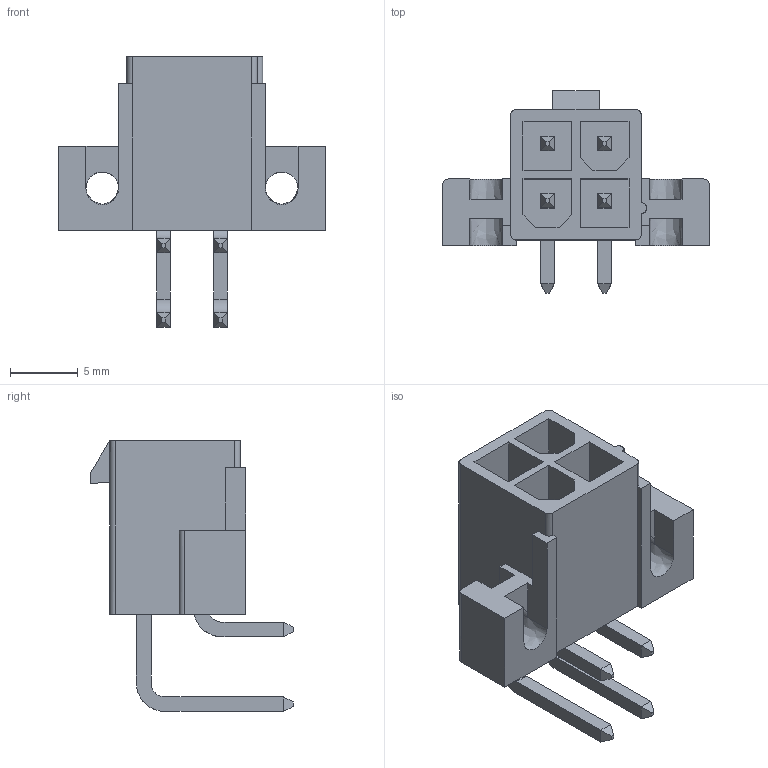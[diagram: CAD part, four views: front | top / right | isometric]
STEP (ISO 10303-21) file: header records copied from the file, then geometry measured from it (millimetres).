
FILE_DESCRIPTION (( 'STEP AP203' ), '1' );
FILE_NAME ('39291048.STEP', '2021-10-12T02:55:17', ( 'user' ), ( '' ), 'SwSTEP 2.0', 'SolidWorks 2018', '' );
FILE_SCHEMA (( 'CONFIG_CONTROL_DESIGN' ));
Length unit declared in the file: millimetre
Products named in the file (3): DEFAULT.igs; 39291048; 39291048.igs
Assembly tree (2 placements, depth 3):
  39291048
    39291048.igs
      DEFAULT.igs
Bounding box: 19.6 x 14.9 x 19.93 mm (x, y, z)
Volume: 1039.8 mm3; surface area: 1767.6 mm2
Topology: 1 solids, 1 shells, 157 faces, 397 edges, 250 vertices
Faces by surface type: plane 98, bspline 59
Entity records: 5338 total; most frequent: CARTESIAN_POINT 2280, ORIENTED_EDGE 794, EDGE_CURVE 397, B_SPLINE_CURVE_WITH_KNOTS 379, VERTEX_POINT 250, DIRECTION 208, EDGE_LOOP 169, FACE_OUTER_BOUND 157
